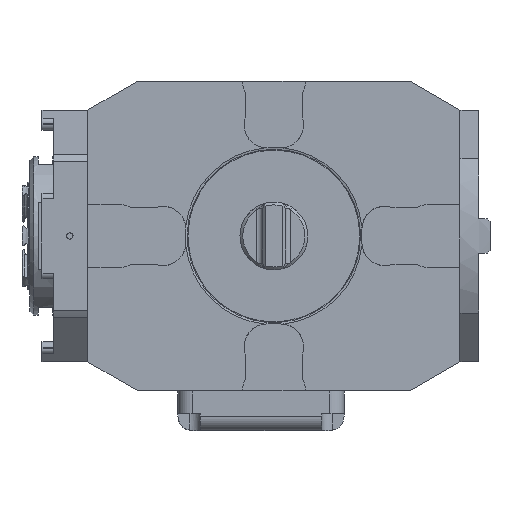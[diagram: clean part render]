
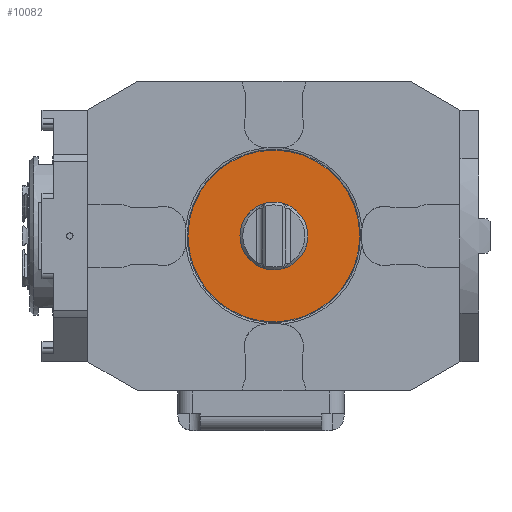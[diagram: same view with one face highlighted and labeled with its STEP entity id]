
A CAD part, front view. The second image highlights one B-rep face of the part: STEP entity #10082.
In plain terms, the highlighted planar face has unit normal (0, -1, 0).
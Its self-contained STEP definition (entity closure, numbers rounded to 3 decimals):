
#1225 = DIRECTION ( 'NONE',  ( 0., 0., 1. ) ) ;
#1460 = CARTESIAN_POINT ( 'NONE',  ( 10., 0.1, 17.321 ) ) ;
#1532 = ORIENTED_EDGE ( 'NONE', *, *, #22820, .F. ) ;
#1663 = EDGE_CURVE ( 'NONE', #17796, #17796, #14991, .T. ) ;
#6346 = DIRECTION ( 'NONE',  ( 0., -1., 0. ) ) ;
#8095 = CARTESIAN_POINT ( 'NONE',  ( 0., 0.1, 0. ) ) ;
#9900 = EDGE_LOOP ( 'NONE', ( #1532 ) ) ;
#10082 = ADVANCED_FACE ( 'Defeature completata1_247', ( #22418, #27118 ), #11065, .T. ) ;
#11065 = PLANE ( 'NONE',  #25124 ) ;
#14991 = CIRCLE ( 'NONE', #21304, 30. ) ;
#17796 = VERTEX_POINT ( 'NONE', #25322 ) ;
#19880 = CIRCLE ( 'NONE', #21828, 11.663 ) ;
#19989 = DIRECTION ( 'NONE',  ( -0.5, 0., -0.866 ) ) ;
#21304 = AXIS2_PLACEMENT_3D ( 'NONE', #29804, #22677, #27523 ) ;
#21828 = AXIS2_PLACEMENT_3D ( 'NONE', #8095, #28729, #1225 ) ;
#22418 = FACE_BOUND ( 'NONE', #9900, .T. ) ;
#22677 = DIRECTION ( 'NONE',  ( 0., -1., 0. ) ) ;
#22820 = EDGE_CURVE ( 'NONE', #23798, #23798, #19880, .T. ) ;
#23798 = VERTEX_POINT ( 'NONE', #25918 ) ;
#24573 = ORIENTED_EDGE ( 'NONE', *, *, #1663, .T. ) ;
#24778 = EDGE_LOOP ( 'NONE', ( #24573 ) ) ;
#25124 = AXIS2_PLACEMENT_3D ( 'NONE', #1460, #6346, #19989 ) ;
#25322 = CARTESIAN_POINT ( 'NONE',  ( 0., 0.1, -30. ) ) ;
#25918 = CARTESIAN_POINT ( 'NONE',  ( 0., 0.1, 11.663 ) ) ;
#27118 = FACE_OUTER_BOUND ( 'NONE', #24778, .T. ) ;
#27523 = DIRECTION ( 'NONE',  ( 0., 0., -1. ) ) ;
#28729 = DIRECTION ( 'NONE',  ( 0., -1., 0. ) ) ;
#29804 = CARTESIAN_POINT ( 'NONE',  ( 0., 0.1, 0. ) ) ;
